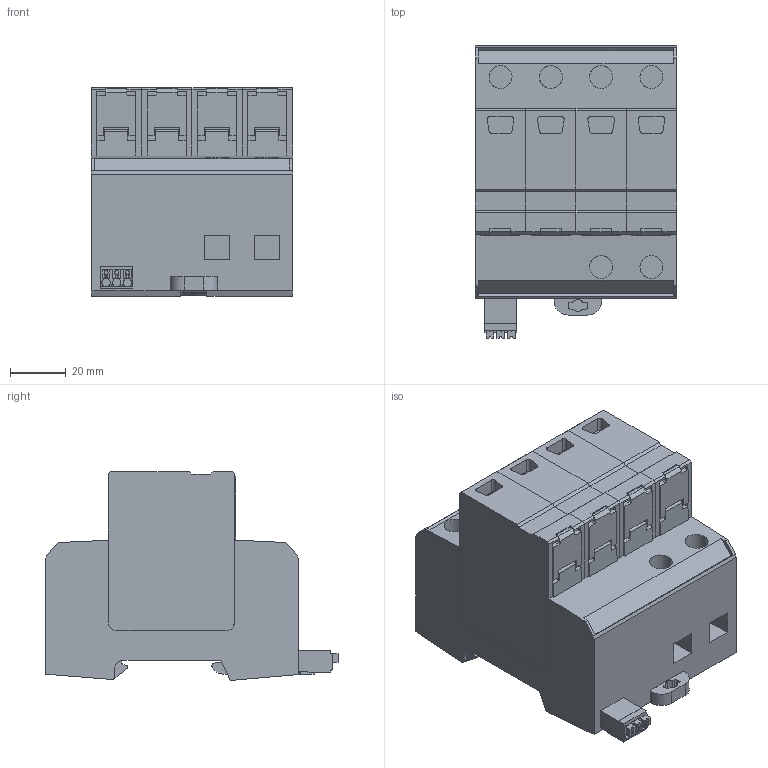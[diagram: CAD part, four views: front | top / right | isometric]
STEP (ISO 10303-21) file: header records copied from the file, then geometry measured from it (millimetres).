
FILE_DESCRIPTION(('CATIA V5 STEP Exchange','CAx-IF Rec.Pracs.--- Model Styling and Organization---1.4--- 2014-01-23'),'2;1');
FILE_NAME ('D1368140_3', '2020-12-03T07:55:38+00:00', ('none'), ('Weidmueller'), 'CATIA Version 5-6 Release 2016 SP3 HF44', 'CATIA V5 STEP AP214', 'none');
FILE_SCHEMA(('AUTOMOTIVE_DESIGN { 1 0 10303 214 1 1 1 1 }'));
Length unit declared in the file: millimetre
Products named in the file (1): S3D_VPU_AC_II_3-1_R_XXX
Bounding box: 72 x 104.5 x 74.75 mm (x, y, z)
Volume: 363469.2 mm3; surface area: 88218.9 mm2
Topology: 37 solids, 37 shells, 1065 faces, 2946 edges, 2016 vertices
Faces by surface type: plane 817, cylinder 182, extrusion 60, cone 6
Entity records: 35197 total; most frequent: CARTESIAN_POINT 8159, ORIENTED_EDGE 5892, DIRECTION 4275, EDGE_CURVE 2946, VECTOR 2328, LINE 2268, VERTEX_POINT 2016, AXIS2_PLACEMENT_3D 1158
